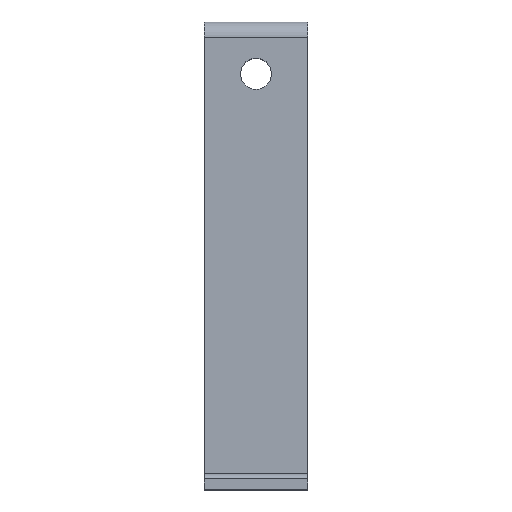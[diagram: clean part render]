
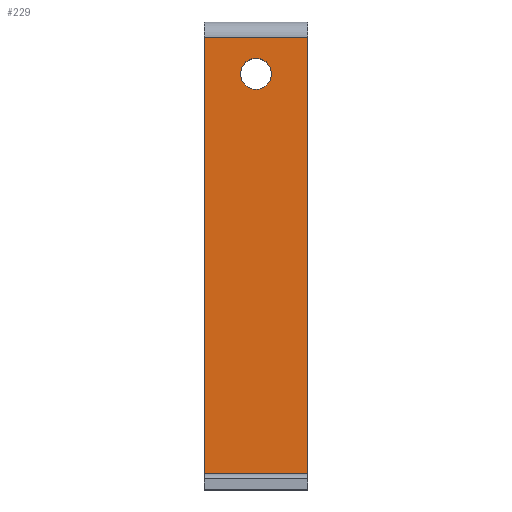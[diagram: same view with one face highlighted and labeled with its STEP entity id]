
A CAD part, top view. The second image highlights one B-rep face of the part: STEP entity #229.
In plain terms, the highlighted planar face has unit normal (0, 0, 1).
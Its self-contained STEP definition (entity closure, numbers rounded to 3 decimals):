
#9 = EDGE_CURVE ( 'NONE', #26, #433, #644, .T. ) ;
#16 = LINE ( 'NONE', #588, #336 ) ;
#20 = EDGE_CURVE ( 'NONE', #1115, #407, #713, .T. ) ;
#26 = VERTEX_POINT ( 'NONE', #837 ) ;
#47 = ORIENTED_EDGE ( 'NONE', *, *, #684, .T. ) ;
#61 = ORIENTED_EDGE ( 'NONE', *, *, #522, .F. ) ;
#113 = AXIS2_PLACEMENT_3D ( 'NONE', #492, #1050, #600 ) ;
#147 = VECTOR ( 'NONE', #1052, 1000. ) ;
#148 = CARTESIAN_POINT ( 'NONE',  ( 3., 34., 17.625 ) ) ;
#160 = DIRECTION ( 'NONE',  ( -1., 0., 0. ) ) ;
#182 = ORIENTED_EDGE ( 'NONE', *, *, #20, .F. ) ;
#190 = FACE_BOUND ( 'NONE', #1150, .T. ) ;
#203 = CARTESIAN_POINT ( 'NONE',  ( 0., 34., 17.625 ) ) ;
#229 = ADVANCED_FACE ( 'NONE', ( #190, #303 ), #820, .F. ) ;
#303 = FACE_OUTER_BOUND ( 'NONE', #1315, .T. ) ;
#336 = VECTOR ( 'NONE', #935, 1000. ) ;
#407 = VERTEX_POINT ( 'NONE', #549 ) ;
#433 = VERTEX_POINT ( 'NONE', #950 ) ;
#462 = CIRCLE ( 'NONE', #825, 3. ) ;
#492 = CARTESIAN_POINT ( 'NONE',  ( 10., -43., 17.625 ) ) ;
#522 = EDGE_CURVE ( 'NONE', #1249, #597, #1096, .T. ) ;
#549 = CARTESIAN_POINT ( 'NONE',  ( -10., -43., 17.625 ) ) ;
#560 = VECTOR ( 'NONE', #160, 1000. ) ;
#588 = CARTESIAN_POINT ( 'NONE',  ( 10., -43., 17.625 ) ) ;
#597 = VERTEX_POINT ( 'NONE', #148 ) ;
#600 = DIRECTION ( 'NONE',  ( -1., 0., 0. ) ) ;
#621 = DIRECTION ( 'NONE',  ( -1., 0., 0. ) ) ;
#644 = LINE ( 'NONE', #1381, #1383 ) ;
#669 = DIRECTION ( 'NONE',  ( 0., 0., 1. ) ) ;
#684 = EDGE_CURVE ( 'NONE', #433, #407, #1049, .T. ) ;
#713 = LINE ( 'NONE', #827, #560 ) ;
#740 = CARTESIAN_POINT ( 'NONE',  ( 10., -43., 17.625 ) ) ;
#759 = DIRECTION ( 'NONE',  ( 1., 0., 0. ) ) ;
#767 = DIRECTION ( 'NONE',  ( 0., 0., 1. ) ) ;
#772 = EDGE_CURVE ( 'NONE', #597, #1249, #462, .T. ) ;
#820 = PLANE ( 'NONE',  #113 ) ;
#825 = AXIS2_PLACEMENT_3D ( 'NONE', #203, #669, #1319 ) ;
#827 = CARTESIAN_POINT ( 'NONE',  ( 10., -43., 17.625 ) ) ;
#837 = CARTESIAN_POINT ( 'NONE',  ( 10., 41., 17.625 ) ) ;
#935 = DIRECTION ( 'NONE',  ( 0., -1., 0. ) ) ;
#950 = CARTESIAN_POINT ( 'NONE',  ( -10., 41., 17.625 ) ) ;
#984 = CARTESIAN_POINT ( 'NONE',  ( -3., 34., 17.625 ) ) ;
#1037 = EDGE_CURVE ( 'NONE', #26, #1115, #16, .T. ) ;
#1049 = LINE ( 'NONE', #1348, #147 ) ;
#1050 = DIRECTION ( 'NONE',  ( 0., 0., -1. ) ) ;
#1052 = DIRECTION ( 'NONE',  ( 0., -1., 0. ) ) ;
#1096 = CIRCLE ( 'NONE', #1121, 3. ) ;
#1115 = VERTEX_POINT ( 'NONE', #740 ) ;
#1121 = AXIS2_PLACEMENT_3D ( 'NONE', #1424, #767, #759 ) ;
#1150 = EDGE_LOOP ( 'NONE', ( #1344, #61 ) ) ;
#1249 = VERTEX_POINT ( 'NONE', #984 ) ;
#1295 = ORIENTED_EDGE ( 'NONE', *, *, #1037, .F. ) ;
#1313 = ORIENTED_EDGE ( 'NONE', *, *, #9, .T. ) ;
#1315 = EDGE_LOOP ( 'NONE', ( #47, #182, #1295, #1313 ) ) ;
#1319 = DIRECTION ( 'NONE',  ( 1., 0., 0. ) ) ;
#1344 = ORIENTED_EDGE ( 'NONE', *, *, #772, .F. ) ;
#1348 = CARTESIAN_POINT ( 'NONE',  ( -10., -43., 17.625 ) ) ;
#1381 = CARTESIAN_POINT ( 'NONE',  ( 10., 41., 17.625 ) ) ;
#1383 = VECTOR ( 'NONE', #621, 1000. ) ;
#1424 = CARTESIAN_POINT ( 'NONE',  ( 0., 34., 17.625 ) ) ;
